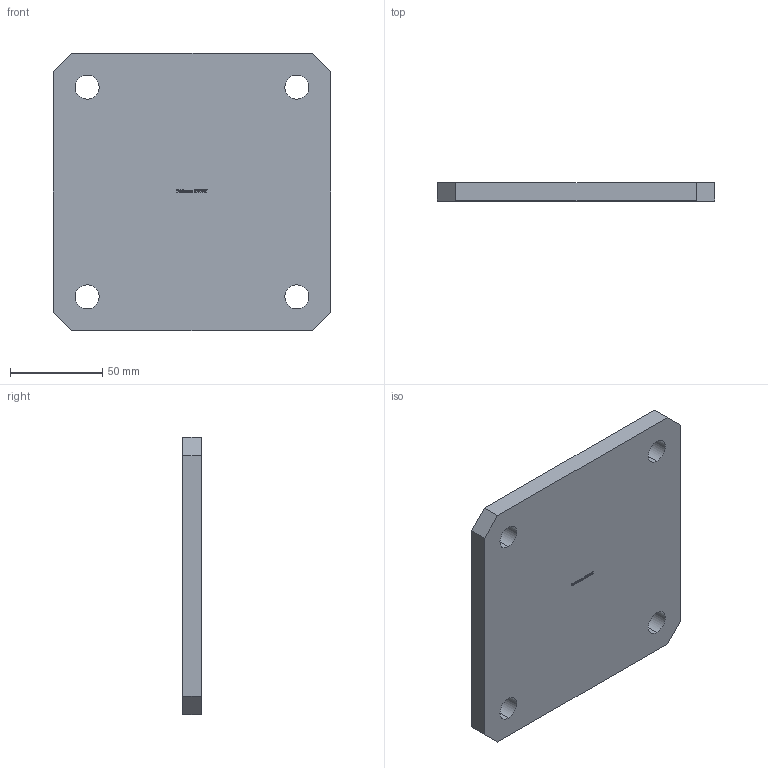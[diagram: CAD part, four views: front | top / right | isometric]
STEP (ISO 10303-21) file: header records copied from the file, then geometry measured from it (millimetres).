
FILE_DESCRIPTION (( 'STEP AP203' ), '1' );
FILE_NAME ('51010-ST.step', '2019-04-03T11:38:14', ( '' ), ( '' ), 'SwSTEP 2.0', 'SolidWorks 2015', '' );
FILE_SCHEMA (( 'CONFIG_CONTROL_DESIGN' ));
Length unit declared in the file: millimetre
Products named in the file (1): 51010-ST
Bounding box: 150 x 10 x 150 mm (x, y, z)
Volume: 217690.2 mm3; surface area: 50945.8 mm2
Topology: 1 solids, 1 shells, 214 faces, 573 edges, 382 vertices
Faces by surface type: plane 117, bspline 89, cylinder 8
Entity records: 11512 total; most frequent: CARTESIAN_POINT 6659, ORIENTED_EDGE 1146, DIRECTION 663, EDGE_CURVE 573, VERTEX_POINT 382, VECTOR 379, LINE 379, EDGE_LOOP 243
